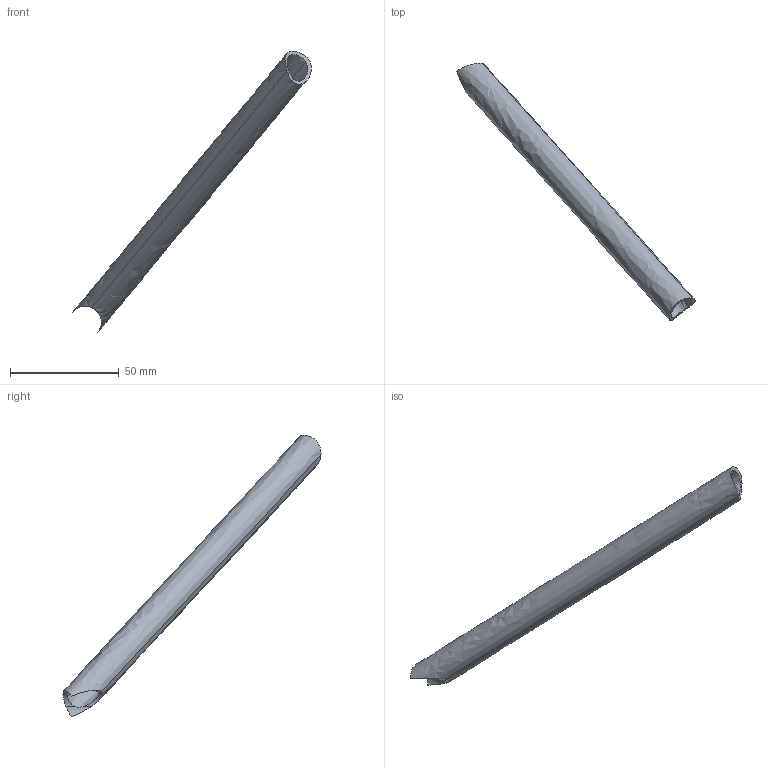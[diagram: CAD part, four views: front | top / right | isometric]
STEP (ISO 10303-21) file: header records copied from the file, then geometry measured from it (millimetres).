
FILE_DESCRIPTION(('CATIA V5 STEP Exchange'),'2;1');
FILE_NAME('38.stp','2018-12-01T18:12:47+00:00',('none'),('none'),'CATIA Version 5 Release 19 SP 2 (IN-10)','CATIA V5 STEP AP203','none');
FILE_SCHEMA(('CONFIG_CONTROL_DESIGN'));
Length unit declared in the file: millimetre
Products named in the file (1): Shape_787
Bounding box: 109.92 x 118.79 x 129.67 mm (x, y, z)
Volume: 11521.3 mm3; surface area: 15575.4 mm2
Topology: 1 solids, 1 shells, 7 faces, 20 edges, 14 vertices
Faces by surface type: bspline 4, cylinder 3
Entity records: 567 total; most frequent: CARTESIAN_POINT 393, ORIENTED_EDGE 40, EDGE_CURVE 20, B_SPLINE_CURVE_WITH_KNOTS 14, VERTEX_POINT 14, EDGE_LOOP 8, ADVANCED_FACE 7, FACE_OUTER_BOUND 7
